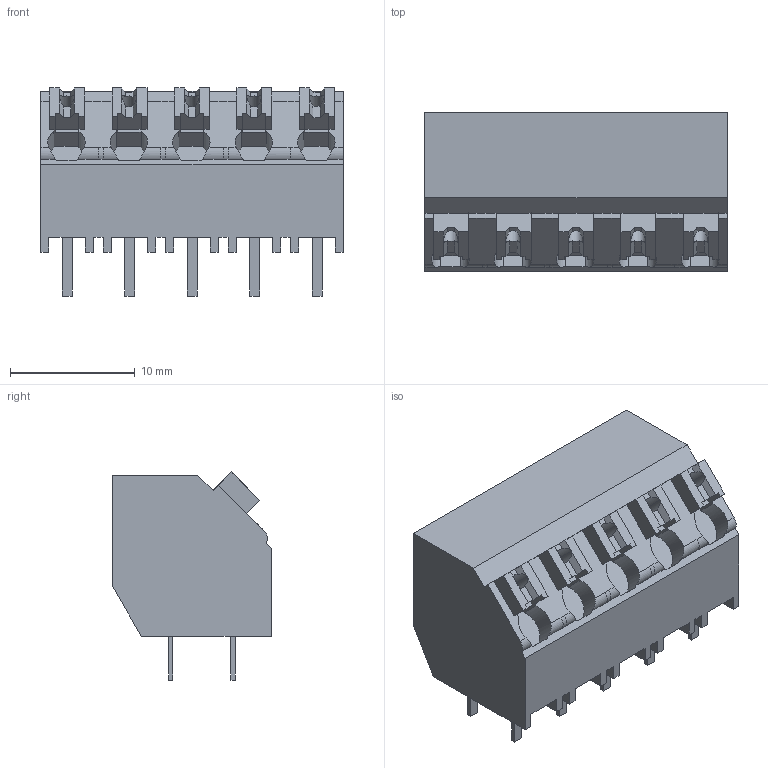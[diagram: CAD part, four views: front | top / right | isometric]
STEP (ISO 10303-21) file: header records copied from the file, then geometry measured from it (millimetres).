
FILE_DESCRIPTION(('CATIA V5 STEP Exchange','CAx-IF Rec.Pracs.--- Model Styling and Organization---1.2---2011-12-15'),'2;1');
FILE_NAME ('D1458634_0_1888670000_1888670000.stp','2018-03-20T12:32:04+00:00',('none'),('Weidmueller'),'CATIA Version 5-6 Release 2014','CATIA V5 STEP AP214','none');
FILE_SCHEMA(('AUTOMOTIVE_DESIGN { 1 0 10303 214 1 1 1 1 }'));
Length unit declared in the file: millimetre
Products named in the file (1): 1888670000 
Bounding box: 24.2 x 12.7 x 16.66 mm (x, y, z)
Volume: 2795.7 mm3; surface area: 2827.6 mm2
Topology: 16 solids, 16 shells, 367 faces, 1033 edges, 702 vertices
Faces by surface type: plane 334, cylinder 33
Entity records: 10953 total; most frequent: CARTESIAN_POINT 2124, ORIENTED_EDGE 2066, DIRECTION 1389, EDGE_CURVE 1033, VECTOR 924, LINE 924, VERTEX_POINT 702, EDGE_LOOP 381
